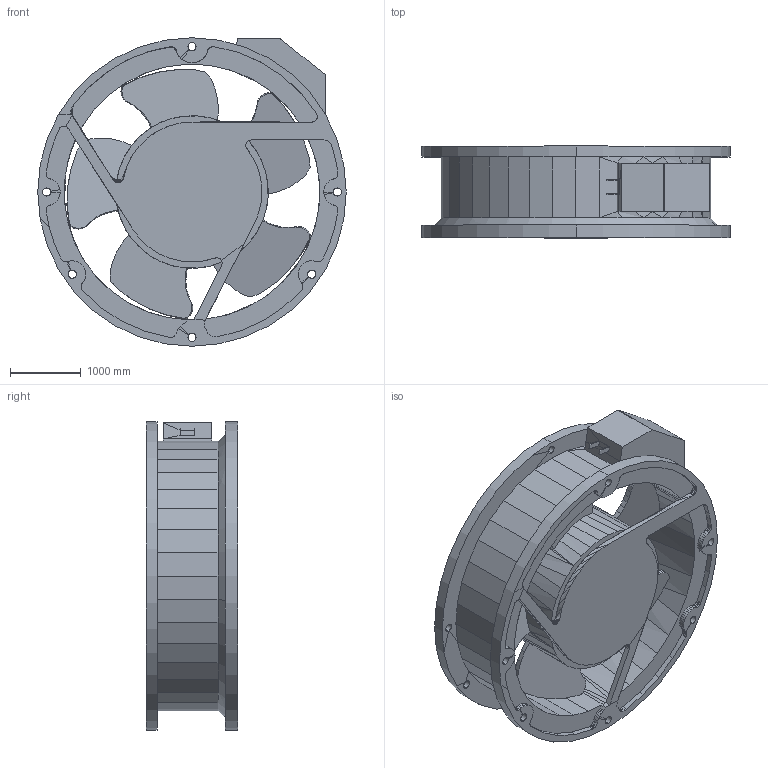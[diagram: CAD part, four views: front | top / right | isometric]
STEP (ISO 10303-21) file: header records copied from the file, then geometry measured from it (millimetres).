
FILE_DESCRIPTION (( 'STEP AP203' ), '1' );
FILE_NAME ('PAAC.STEP', '2019-09-03T05:16:42', ( 'Nidecservo' ), ( 'Toshiba' ), 'SwSTEP 2.0', 'SolidWorks 2014', '' );
FILE_SCHEMA (( 'CONFIG_CONTROL_DESIGN' ));
Length unit declared in the file: inch
Products named in the file (1): PAAC
Bounding box: 4368.8 x 1295.4 x 4368.8 mm (x, y, z)
Surface area: 76180383.2 mm2 (no closed solid volume)
Topology: 0 solids, 123 shells, 802 faces, 5254 edges, 4554 vertices
Faces by surface type: plane 496, bspline 276, cylinder 30
Entity records: 52638 total; most frequent: CARTESIAN_POINT 16318, DIRECTION 6243, ORIENTED_EDGE 5958, EDGE_CURVE 5252, LINE 5057, VECTOR 5057, VERTEX_POINT 4554, ADVANCED_FACE 802
